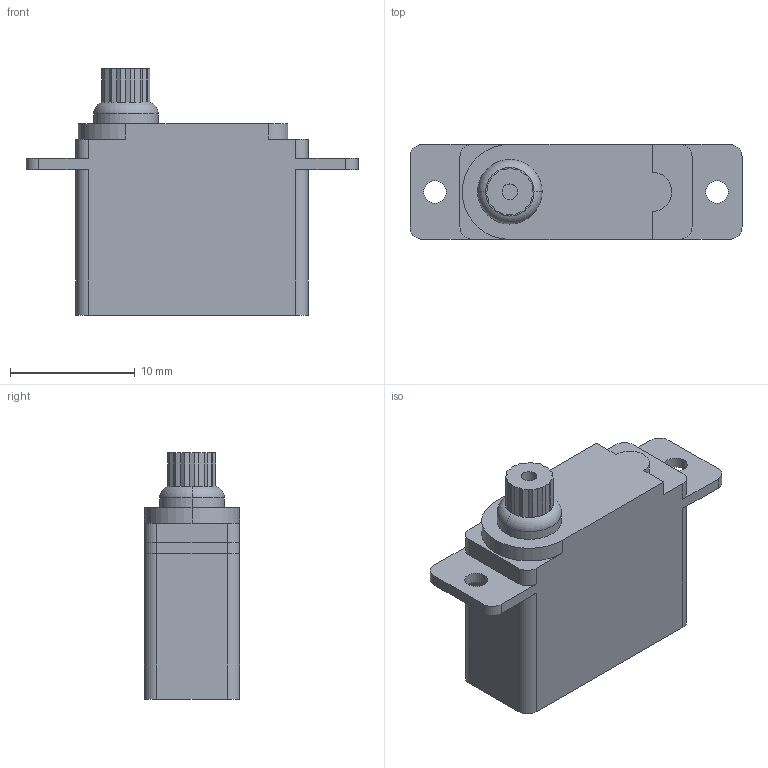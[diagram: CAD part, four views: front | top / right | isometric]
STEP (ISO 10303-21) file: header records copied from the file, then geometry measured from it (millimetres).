
FILE_DESCRIPTION (( 'STEP AP203' ), '1' );
FILE_NAME ('Servo Motor.STEP', '2017-08-02T03:03:23', ( '' ), ( '' ), 'SwSTEP 2.0', 'SolidWorks 2016', '' );
FILE_SCHEMA (( 'CONFIG_CONTROL_DESIGN' ));
Length unit declared in the file: millimetre
Products named in the file (1): Servo Motor
Bounding box: 26.6 x 7.62 x 19.73 mm (x, y, z)
Volume: 2233.7 mm3; surface area: 1301.5 mm2
Topology: 1 solids, 1 shells, 78 faces, 215 edges, 142 vertices
Faces by surface type: plane 51, cylinder 25, torus 2
Entity records: 2564 total; most frequent: CARTESIAN_POINT 436, ORIENTED_EDGE 430, DIRECTION 425, EDGE_CURVE 215, VECTOR 163, LINE 163, VERTEX_POINT 142, AXIS2_PLACEMENT_3D 131
